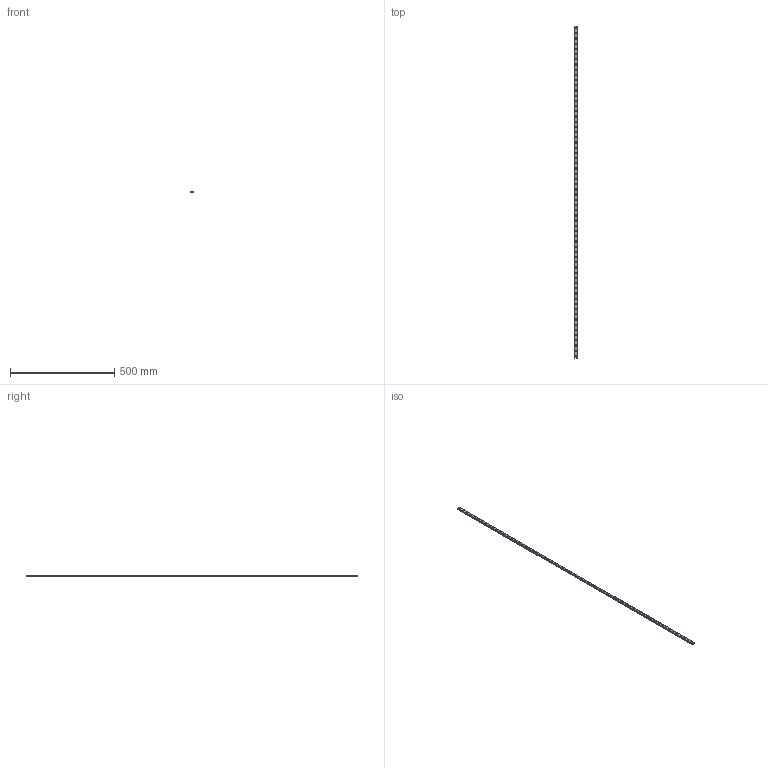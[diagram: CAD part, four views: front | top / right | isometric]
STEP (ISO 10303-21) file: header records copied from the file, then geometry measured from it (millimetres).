
FILE_DESCRIPTION(('STEP AP214'),'1');
FILE_NAME('cctmp_E93E43B8-BEFD-4DF9-98C6-61F836CDCD6B_2021_02_19_10_10_56_0710..stp','2021-02-19T09:10:57',('HIWIN GmbH'),('CADClick - www.CADClick.com'),'Spatial InterOp 3D',' ','unknown authorization');
FILE_SCHEMA(('AUTOMOTIVE_DESIGN'));
Length unit declared in the file: millimetre
Products named in the file (1): MGNR12R1595CM_FILE
Bounding box: 12 x 1595 x 8 mm (x, y, z)
Volume: 136577.1 mm3; surface area: 79349.9 mm2
Topology: 1 solids, 1 shells, 671 faces, 1419 edges, 946 vertices
Faces by surface type: cylinder 400, plane 271
Entity records: 23785 total; most frequent: DIRECTION 3563, CARTESIAN_POINT 3037, ORIENTED_EDGE 2838, AXIS2_PLACEMENT_3D 1472, EDGE_CURVE 1419, VERTEX_POINT 946, EDGE_LOOP 867, CIRCLE 800
